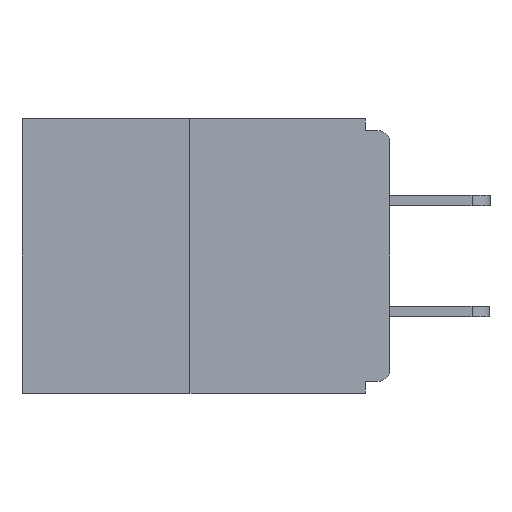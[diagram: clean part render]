
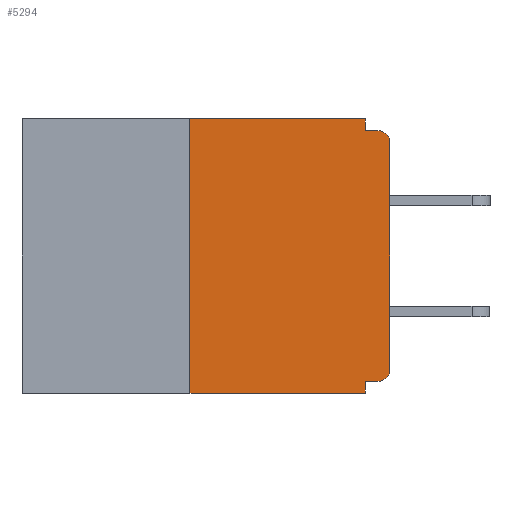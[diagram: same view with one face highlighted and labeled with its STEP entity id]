
A CAD part, left-side view. The second image highlights one B-rep face of the part: STEP entity #5294.
In plain terms, the highlighted planar face has unit normal (-1, 0, 0).
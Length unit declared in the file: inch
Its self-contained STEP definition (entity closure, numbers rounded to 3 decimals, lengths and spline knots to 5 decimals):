
#56 = ORIENTED_EDGE ( 'NONE', *, *, #7007, .T. ) ;
#337 = ORIENTED_EDGE ( 'NONE', *, *, #12461, .T. ) ;
#339 = LINE ( 'NONE', #7965, #15513 ) ;
#478 = EDGE_CURVE ( 'NONE', #10865, #10731, #14359, .T. ) ;
#798 = LINE ( 'NONE', #9651, #16191 ) ;
#906 = DIRECTION ( 'NONE',  ( 0., 0., 1. ) ) ;
#955 = EDGE_CURVE ( 'NONE', #11379, #10731, #14122, .T. ) ;
#1104 = ORIENTED_EDGE ( 'NONE', *, *, #1481, .T. ) ;
#1365 = VECTOR ( 'NONE', #13546, 39.37008 ) ;
#1481 = EDGE_CURVE ( 'NONE', #10590, #3503, #14927, .T. ) ;
#1707 = VERTEX_POINT ( 'NONE', #15184 ) ;
#1845 = DIRECTION ( 'NONE',  ( 0., 0., -1. ) ) ;
#2215 = CARTESIAN_POINT ( 'NONE',  ( 0., 0.46, 0. ) ) ;
#2342 = CARTESIAN_POINT ( 'NONE',  ( 0., 0., -0.03 ) ) ;
#2359 = VECTOR ( 'NONE', #12580, 39.37008 ) ;
#2703 = DIRECTION ( 'NONE',  ( -1., 0., 0. ) ) ;
#3144 = VECTOR ( 'NONE', #10488, 39.37008 ) ;
#3196 = AXIS2_PLACEMENT_3D ( 'NONE', #11679, #2703, #6680 ) ;
#3407 = LINE ( 'NONE', #15113, #1365 ) ;
#3503 = VERTEX_POINT ( 'NONE', #2342 ) ;
#3830 = ORIENTED_EDGE ( 'NONE', *, *, #5246, .F. ) ;
#3892 = DIRECTION ( 'NONE',  ( 0., 0., -1. ) ) ;
#4265 = AXIS2_PLACEMENT_3D ( 'NONE', #12022, #16015, #1845 ) ;
#4782 = ORIENTED_EDGE ( 'NONE', *, *, #10858, .F. ) ;
#4885 = DIRECTION ( 'NONE',  ( 1., 0., 0. ) ) ;
#4965 = VECTOR ( 'NONE', #8730, 39.37008 ) ;
#5246 = EDGE_CURVE ( 'NONE', #10983, #12760, #5749, .T. ) ;
#5294 = ADVANCED_FACE ( 'NONE', ( #9028 ), #6082, .F. ) ;
#5549 = CARTESIAN_POINT ( 'NONE',  ( 0., 0., 0. ) ) ;
#5749 = LINE ( 'NONE', #2215, #2359 ) ;
#5792 = EDGE_CURVE ( 'NONE', #7065, #11379, #339, .T. ) ;
#6082 = PLANE ( 'NONE',  #14687 ) ;
#6323 = ORIENTED_EDGE ( 'NONE', *, *, #955, .F. ) ;
#6680 = DIRECTION ( 'NONE',  ( 0., 0., -1. ) ) ;
#6863 = ORIENTED_EDGE ( 'NONE', *, *, #11325, .F. ) ;
#7007 = EDGE_CURVE ( 'NONE', #7065, #10590, #16289, .T. ) ;
#7065 = VERTEX_POINT ( 'NONE', #15668 ) ;
#7371 = CARTESIAN_POINT ( 'NONE',  ( 0., 0.015, -0.015 ) ) ;
#7645 = VECTOR ( 'NONE', #3892, 39.37008 ) ;
#7965 = CARTESIAN_POINT ( 'NONE',  ( 0., 0., -0.328 ) ) ;
#8244 = CARTESIAN_POINT ( 'NONE',  ( 0., 0.031, 0. ) ) ;
#8598 = DIRECTION ( 'NONE',  ( 0., 1., 0. ) ) ;
#8730 = DIRECTION ( 'NONE',  ( 0., 0., 1. ) ) ;
#8862 = EDGE_LOOP ( 'NONE', ( #3830, #4782, #11313, #6323, #15509, #56, #1104, #337, #6863, #10366 ) ) ;
#9028 = FACE_OUTER_BOUND ( 'NONE', #8862, .T. ) ;
#9651 = CARTESIAN_POINT ( 'NONE',  ( 0., 0.25, 0. ) ) ;
#9869 = DIRECTION ( 'NONE',  ( 0., 0., -1. ) ) ;
#10238 = CARTESIAN_POINT ( 'NONE',  ( 0., 0.031, -0.343 ) ) ;
#10327 = CARTESIAN_POINT ( 'NONE',  ( 0., 0.031, -0.343 ) ) ;
#10366 = ORIENTED_EDGE ( 'NONE', *, *, #13413, .F. ) ;
#10433 = CARTESIAN_POINT ( 'NONE',  ( 0., 0.031, 0. ) ) ;
#10488 = DIRECTION ( 'NONE',  ( 0., 0., -1. ) ) ;
#10590 = VERTEX_POINT ( 'NONE', #12670 ) ;
#10731 = VERTEX_POINT ( 'NONE', #10238 ) ;
#10858 = EDGE_CURVE ( 'NONE', #10865, #10983, #798, .T. ) ;
#10865 = VERTEX_POINT ( 'NONE', #11049 ) ;
#10887 = VECTOR ( 'NONE', #13569, 39.37008 ) ;
#10983 = VERTEX_POINT ( 'NONE', #12834 ) ;
#11049 = CARTESIAN_POINT ( 'NONE',  ( 0., 0.25, -0.343 ) ) ;
#11313 = ORIENTED_EDGE ( 'NONE', *, *, #478, .T. ) ;
#11325 = EDGE_CURVE ( 'NONE', #1707, #15048, #3407, .T. ) ;
#11379 = VERTEX_POINT ( 'NONE', #16070 ) ;
#11679 = CARTESIAN_POINT ( 'NONE',  ( 0., 0.015, -0.313 ) ) ;
#12022 = CARTESIAN_POINT ( 'NONE',  ( 0., 0.015, -0.03 ) ) ;
#12276 = CIRCLE ( 'NONE', #4265, 0.015 ) ;
#12456 = LINE ( 'NONE', #10433, #3144 ) ;
#12461 = EDGE_CURVE ( 'NONE', #3503, #15048, #12276, .T. ) ;
#12506 = CARTESIAN_POINT ( 'NONE',  ( 0., 0.46, 0. ) ) ;
#12580 = DIRECTION ( 'NONE',  ( 0., -1., 0. ) ) ;
#12670 = CARTESIAN_POINT ( 'NONE',  ( 0., 0., -0.313 ) ) ;
#12760 = VERTEX_POINT ( 'NONE', #8244 ) ;
#12834 = CARTESIAN_POINT ( 'NONE',  ( 0., 0.25, 0. ) ) ;
#13413 = EDGE_CURVE ( 'NONE', #12760, #1707, #12456, .T. ) ;
#13546 = DIRECTION ( 'NONE',  ( 0., -1., 0. ) ) ;
#13569 = DIRECTION ( 'NONE',  ( 0., -1., 0. ) ) ;
#14122 = LINE ( 'NONE', #10327, #7645 ) ;
#14359 = LINE ( 'NONE', #15128, #10887 ) ;
#14687 = AXIS2_PLACEMENT_3D ( 'NONE', #12506, #4885, #9869 ) ;
#14927 = LINE ( 'NONE', #5549, #4965 ) ;
#15048 = VERTEX_POINT ( 'NONE', #7371 ) ;
#15113 = CARTESIAN_POINT ( 'NONE',  ( 0., 0., -0.015 ) ) ;
#15128 = CARTESIAN_POINT ( 'NONE',  ( 0., 0.46, -0.343 ) ) ;
#15184 = CARTESIAN_POINT ( 'NONE',  ( 0., 0.031, -0.015 ) ) ;
#15509 = ORIENTED_EDGE ( 'NONE', *, *, #5792, .F. ) ;
#15513 = VECTOR ( 'NONE', #8598, 39.37008 ) ;
#15668 = CARTESIAN_POINT ( 'NONE',  ( 0., 0.015, -0.328 ) ) ;
#16015 = DIRECTION ( 'NONE',  ( -1., 0., 0. ) ) ;
#16070 = CARTESIAN_POINT ( 'NONE',  ( 0., 0.031, -0.328 ) ) ;
#16191 = VECTOR ( 'NONE', #906, 39.37008 ) ;
#16289 = CIRCLE ( 'NONE', #3196, 0.015 ) ;
